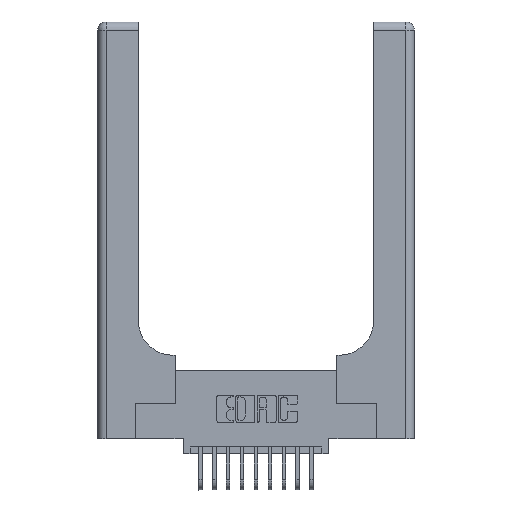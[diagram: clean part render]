
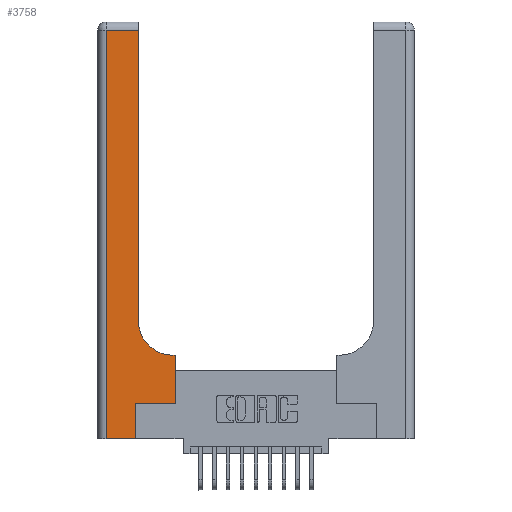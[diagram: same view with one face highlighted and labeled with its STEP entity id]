
A CAD part, top view. The second image highlights one B-rep face of the part: STEP entity #3758.
In plain terms, the highlighted planar face has unit normal (0, 0, 1).
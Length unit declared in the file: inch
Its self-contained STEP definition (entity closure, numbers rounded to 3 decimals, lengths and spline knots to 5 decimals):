
#309 = CIRCLE ( 'NONE', #14788, 0.25 ) ;
#638 = AXIS2_PLACEMENT_3D ( 'NONE', #11526, #6417, #15183 ) ;
#765 = CARTESIAN_POINT ( 'NONE',  ( 0.5585, 0.25, 0.37 ) ) ;
#988 = VECTOR ( 'NONE', #9501, 39.37008 ) ;
#1249 = CARTESIAN_POINT ( 'NONE',  ( 0.06, 0., 0.37 ) ) ;
#1312 = VECTOR ( 'NONE', #10503, 39.37008 ) ;
#1355 = CARTESIAN_POINT ( 'NONE',  ( 0.5585, 0.6, 0.37 ) ) ;
#1422 = LINE ( 'NONE', #2344, #9406 ) ;
#1657 = LINE ( 'NONE', #765, #9632 ) ;
#1924 = CARTESIAN_POINT ( 'NONE',  ( 0.06, 3., 0.37 ) ) ;
#1998 = CARTESIAN_POINT ( 'NONE',  ( 0., 0., 0.37 ) ) ;
#2027 = LINE ( 'NONE', #1924, #14902 ) ;
#2091 = DIRECTION ( 'NONE',  ( 0., -1., 0. ) ) ;
#2250 = CARTESIAN_POINT ( 'NONE',  ( 0.5415, 0.85, 0.37 ) ) ;
#2306 = VERTEX_POINT ( 'NONE', #3297 ) ;
#2344 = CARTESIAN_POINT ( 'NONE',  ( 0.269, 0., 0.37 ) ) ;
#2810 = VECTOR ( 'NONE', #12767, 39.37008 ) ;
#3297 = CARTESIAN_POINT ( 'NONE',  ( 0.5415, 0.6, 0.37 ) ) ;
#3347 = DIRECTION ( 'NONE',  ( 1., 0., 0. ) ) ;
#3378 = ORIENTED_EDGE ( 'NONE', *, *, #11054, .T. ) ;
#3583 = ORIENTED_EDGE ( 'NONE', *, *, #8679, .T. ) ;
#3621 = DIRECTION ( 'NONE',  ( 1., 0., 0. ) ) ;
#3758 = ADVANCED_FACE ( 'NONE', ( #10622 ), #15132, .F. ) ;
#3829 = ORIENTED_EDGE ( 'NONE', *, *, #8886, .T. ) ;
#3856 = EDGE_CURVE ( 'NONE', #8362, #2306, #15178, .T. ) ;
#4338 = VERTEX_POINT ( 'NONE', #1249 ) ;
#4393 = ORIENTED_EDGE ( 'NONE', *, *, #6952, .T. ) ;
#5554 = ORIENTED_EDGE ( 'NONE', *, *, #8270, .T. ) ;
#5640 = ORIENTED_EDGE ( 'NONE', *, *, #16205, .T. ) ;
#5894 = ORIENTED_EDGE ( 'NONE', *, *, #6977, .T. ) ;
#5966 = VERTEX_POINT ( 'NONE', #14180 ) ;
#6099 = LINE ( 'NONE', #1998, #12890 ) ;
#6244 = ORIENTED_EDGE ( 'NONE', *, *, #3856, .T. ) ;
#6254 = ORIENTED_EDGE ( 'NONE', *, *, #9418, .T. ) ;
#6417 = DIRECTION ( 'NONE',  ( 0., 0., -1. ) ) ;
#6437 = LINE ( 'NONE', #11524, #2810 ) ;
#6952 = EDGE_CURVE ( 'NONE', #4338, #7392, #6099, .T. ) ;
#6973 = VERTEX_POINT ( 'NONE', #13751 ) ;
#6977 = EDGE_CURVE ( 'NONE', #7035, #8362, #1657, .T. ) ;
#7035 = VERTEX_POINT ( 'NONE', #8957 ) ;
#7392 = VERTEX_POINT ( 'NONE', #10936 ) ;
#8052 = DIRECTION ( 'NONE',  ( -1., 0., 0. ) ) ;
#8178 = CARTESIAN_POINT ( 'NONE',  ( 0., 2.94, 0.37 ) ) ;
#8229 = VECTOR ( 'NONE', #8052, 39.37008 ) ;
#8270 = EDGE_CURVE ( 'NONE', #7392, #6973, #1422, .T. ) ;
#8362 = VERTEX_POINT ( 'NONE', #1355 ) ;
#8392 = CARTESIAN_POINT ( 'NONE',  ( 0.06, 2.94, 0.37 ) ) ;
#8679 = EDGE_CURVE ( 'NONE', #14371, #14867, #11496, .T. ) ;
#8812 = EDGE_LOOP ( 'NONE', ( #3378, #3583, #3829, #4393, #5554, #5640, #5894, #6244, #6254 ) ) ;
#8886 = EDGE_CURVE ( 'NONE', #14867, #4338, #2027, .T. ) ;
#8957 = CARTESIAN_POINT ( 'NONE',  ( 0.5585, 0.25, 0.37 ) ) ;
#9045 = CARTESIAN_POINT ( 'NONE',  ( 0.2915, 2.94, 0.37 ) ) ;
#9248 = CARTESIAN_POINT ( 'NONE',  ( 0.2915, 3., 0.37 ) ) ;
#9306 = LINE ( 'NONE', #9248, #1312 ) ;
#9373 = CARTESIAN_POINT ( 'NONE',  ( 0.2915, 0.6, 0.37 ) ) ;
#9406 = VECTOR ( 'NONE', #11552, 39.37008 ) ;
#9418 = EDGE_CURVE ( 'NONE', #2306, #5966, #309, .T. ) ;
#9501 = DIRECTION ( 'NONE',  ( -1., 0., 0. ) ) ;
#9632 = VECTOR ( 'NONE', #11270, 39.37008 ) ;
#10503 = DIRECTION ( 'NONE',  ( 0., 1., 0. ) ) ;
#10622 = FACE_OUTER_BOUND ( 'NONE', #8812, .T. ) ;
#10936 = CARTESIAN_POINT ( 'NONE',  ( 0.269, 0., 0.37 ) ) ;
#11054 = EDGE_CURVE ( 'NONE', #5966, #14371, #9306, .T. ) ;
#11270 = DIRECTION ( 'NONE',  ( 0., 1., 0. ) ) ;
#11458 = DIRECTION ( 'NONE',  ( 0., 0., -1. ) ) ;
#11496 = LINE ( 'NONE', #8178, #988 ) ;
#11524 = CARTESIAN_POINT ( 'NONE',  ( 0.269, 0.25, 0.37 ) ) ;
#11526 = CARTESIAN_POINT ( 'NONE',  ( 0., 3., 0.37 ) ) ;
#11552 = DIRECTION ( 'NONE',  ( 0., 1., 0. ) ) ;
#12767 = DIRECTION ( 'NONE',  ( 1., 0., 0. ) ) ;
#12890 = VECTOR ( 'NONE', #3347, 39.37008 ) ;
#13751 = CARTESIAN_POINT ( 'NONE',  ( 0.269, 0.25, 0.37 ) ) ;
#14180 = CARTESIAN_POINT ( 'NONE',  ( 0.2915, 0.85, 0.37 ) ) ;
#14371 = VERTEX_POINT ( 'NONE', #9045 ) ;
#14788 = AXIS2_PLACEMENT_3D ( 'NONE', #2250, #11458, #3621 ) ;
#14867 = VERTEX_POINT ( 'NONE', #8392 ) ;
#14902 = VECTOR ( 'NONE', #2091, 39.37008 ) ;
#15132 = PLANE ( 'NONE',  #638 ) ;
#15178 = LINE ( 'NONE', #9373, #8229 ) ;
#15183 = DIRECTION ( 'NONE',  ( -1., 0., 0. ) ) ;
#16205 = EDGE_CURVE ( 'NONE', #6973, #7035, #6437, .T. ) ;
